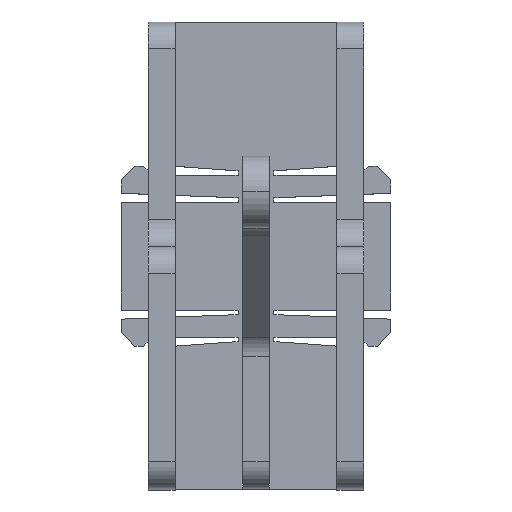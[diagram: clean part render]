
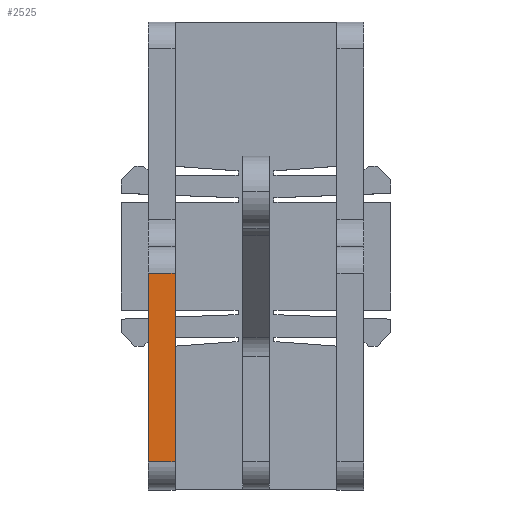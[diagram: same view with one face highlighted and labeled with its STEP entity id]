
A CAD part, top view. The second image highlights one B-rep face of the part: STEP entity #2525.
In plain terms, the highlighted planar face has unit normal (0, 0, 1).
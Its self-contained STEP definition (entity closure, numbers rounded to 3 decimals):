
#222 = VECTOR ( 'NONE', #3688, 1000. ) ;
#748 = FACE_OUTER_BOUND ( 'NONE', #5040, .T. ) ;
#887 = VECTOR ( 'NONE', #3937, 1000. ) ;
#1114 = CARTESIAN_POINT ( 'NONE',  ( -12., 3., 72. ) ) ;
#1120 = VERTEX_POINT ( 'NONE', #2270 ) ;
#1272 = VECTOR ( 'NONE', #3540, 1000. ) ;
#1628 = AXIS2_PLACEMENT_3D ( 'NONE', #6251, #6263, #6215 ) ;
#2012 = ORIENTED_EDGE ( 'NONE', *, *, #3675, .T. ) ;
#2270 = CARTESIAN_POINT ( 'NONE',  ( -9., 3., 72. ) ) ;
#2282 = ORIENTED_EDGE ( 'NONE', *, *, #3763, .T. ) ;
#2521 = ORIENTED_EDGE ( 'NONE', *, *, #3791, .F. ) ;
#2525 = ADVANCED_FACE ( 'NONE', ( #748 ), #6268, .T. ) ;
#2678 = ORIENTED_EDGE ( 'NONE', *, *, #3835, .T. ) ;
#2747 = VERTEX_POINT ( 'NONE', #4853 ) ;
#3302 = VECTOR ( 'NONE', #3767, 1000. ) ;
#3540 = DIRECTION ( 'NONE',  ( -1., 0., 0. ) ) ;
#3555 = CARTESIAN_POINT ( 'NONE',  ( -12., 24., 72. ) ) ;
#3675 = EDGE_CURVE ( 'NONE', #5487, #6666, #5006, .T. ) ;
#3680 = CARTESIAN_POINT ( 'NONE',  ( -9., 0., 72. ) ) ;
#3688 = DIRECTION ( 'NONE',  ( 0., -1., 0. ) ) ;
#3763 = EDGE_CURVE ( 'NONE', #6666, #1120, #6033, .T. ) ;
#3767 = DIRECTION ( 'NONE',  ( 1., 0., 0. ) ) ;
#3791 = EDGE_CURVE ( 'NONE', #2747, #1120, #5698, .T. ) ;
#3796 = CARTESIAN_POINT ( 'NONE',  ( -12., 3., 72. ) ) ;
#3835 = EDGE_CURVE ( 'NONE', #2747, #5487, #5391, .T. ) ;
#3937 = DIRECTION ( 'NONE',  ( 0., -1., 0. ) ) ;
#3969 = CARTESIAN_POINT ( 'NONE',  ( -12., 0., 72. ) ) ;
#4853 = CARTESIAN_POINT ( 'NONE',  ( -9., 24., 72. ) ) ;
#5006 = LINE ( 'NONE', #3969, #887 ) ;
#5040 = EDGE_LOOP ( 'NONE', ( #2012, #2282, #2521, #2678 ) ) ;
#5391 = LINE ( 'NONE', #3555, #1272 ) ;
#5487 = VERTEX_POINT ( 'NONE', #6635 ) ;
#5698 = LINE ( 'NONE', #3680, #222 ) ;
#6033 = LINE ( 'NONE', #3796, #3302 ) ;
#6215 = DIRECTION ( 'NONE',  ( 1., 0., 0. ) ) ;
#6251 = CARTESIAN_POINT ( 'NONE',  ( -12., 0., 72. ) ) ;
#6263 = DIRECTION ( 'NONE',  ( 0., 0., 1. ) ) ;
#6268 = PLANE ( 'NONE',  #1628 ) ;
#6635 = CARTESIAN_POINT ( 'NONE',  ( -12., 24., 72. ) ) ;
#6666 = VERTEX_POINT ( 'NONE', #1114 ) ;
